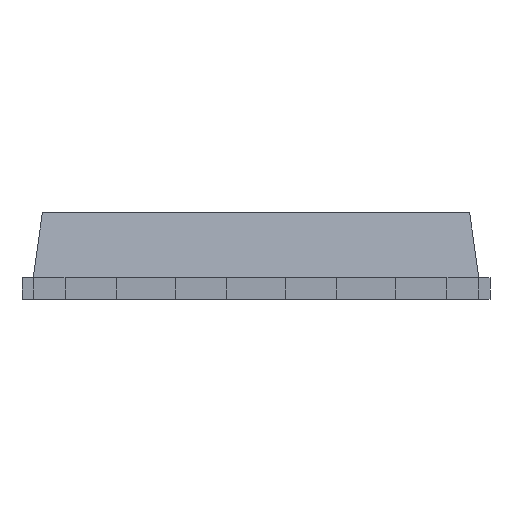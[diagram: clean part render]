
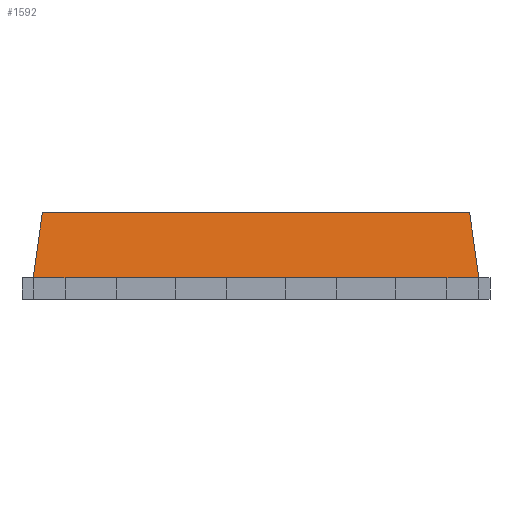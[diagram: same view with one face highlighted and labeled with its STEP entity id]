
A CAD part, front view. The second image highlights one B-rep face of the part: STEP entity #1592.
In plain terms, the highlighted planar face has unit normal (0, -0.99, 0.139).
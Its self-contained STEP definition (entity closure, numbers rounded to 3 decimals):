
#20 = VECTOR ( 'NONE', #1561, 1000. ) ;
#166 = DIRECTION ( 'NONE',  ( 0., 0.99, -0.139 ) ) ;
#309 = VECTOR ( 'NONE', #18103, 1000. ) ;
#402 = CARTESIAN_POINT ( 'NONE',  ( -2.125, -2.74, 0.25 ) ) ;
#573 = ORIENTED_EDGE ( 'NONE', *, *, #16154, .F. ) ;
#583 = LINE ( 'NONE', #402, #8842 ) ;
#1035 = VERTEX_POINT ( 'NONE', #11400 ) ;
#1219 = CARTESIAN_POINT ( 'NONE',  ( 2.47, -2.635, 1. ) ) ;
#1242 = EDGE_CURVE ( 'NONE', #8202, #1035, #14569, .T. ) ;
#1304 = CARTESIAN_POINT ( 'NONE',  ( -2.575, -2.74, 0.25 ) ) ;
#1309 = VECTOR ( 'NONE', #14796, 1000. ) ;
#1364 = DIRECTION ( 'NONE',  ( 0., 0.139, 0.99 ) ) ;
#1561 = DIRECTION ( 'NONE',  ( 1., 0., 0. ) ) ;
#1592 = ADVANCED_FACE ( 'NONE', ( #14992 ), #9602, .F. ) ;
#1637 = ORIENTED_EDGE ( 'NONE', *, *, #1743, .F. ) ;
#1743 = EDGE_CURVE ( 'NONE', #11957, #1035, #4935, .T. ) ;
#1849 = DIRECTION ( 'NONE',  ( 1., 0., 0. ) ) ;
#2012 = EDGE_CURVE ( 'NONE', #14778, #3048, #11855, .T. ) ;
#2099 = ORIENTED_EDGE ( 'NONE', *, *, #16325, .F. ) ;
#2377 = CARTESIAN_POINT ( 'NONE',  ( -1.685, -2.74, 0.25 ) ) ;
#2547 = CARTESIAN_POINT ( 'NONE',  ( -2.575, -2.74, 0.25 ) ) ;
#2610 = CARTESIAN_POINT ( 'NONE',  ( 0.855, -2.74, 0.25 ) ) ;
#2710 = DIRECTION ( 'NONE',  ( -1., 0., 0. ) ) ;
#2842 = VECTOR ( 'NONE', #6969, 1000. ) ;
#3048 = VERTEX_POINT ( 'NONE', #17280 ) ;
#3331 = DIRECTION ( 'NONE',  ( 1., 0., 0. ) ) ;
#3787 = LINE ( 'NONE', #13814, #2842 ) ;
#3992 = VERTEX_POINT ( 'NONE', #8072 ) ;
#4421 = DIRECTION ( 'NONE',  ( 1., 0., 0. ) ) ;
#4935 = LINE ( 'NONE', #9032, #1309 ) ;
#4982 = CARTESIAN_POINT ( 'NONE',  ( -2.575, -2.74, 0.25 ) ) ;
#5043 = CARTESIAN_POINT ( 'NONE',  ( -0.855, -2.74, 0.25 ) ) ;
#5126 = AXIS2_PLACEMENT_3D ( 'NONE', #2547, #166, #1364 ) ;
#5228 = EDGE_CURVE ( 'NONE', #16989, #3992, #12358, .T. ) ;
#5661 = CARTESIAN_POINT ( 'NONE',  ( -2.471, -2.636, 0.991 ) ) ;
#5894 = VERTEX_POINT ( 'NONE', #8595 ) ;
#5981 = DIRECTION ( 'NONE',  ( -1., 0., 0. ) ) ;
#5983 = EDGE_CURVE ( 'NONE', #15610, #5894, #8698, .T. ) ;
#6058 = DIRECTION ( 'NONE',  ( -1., 0., 0. ) ) ;
#6117 = CARTESIAN_POINT ( 'NONE',  ( -2.575, -2.74, 0.25 ) ) ;
#6167 = ORIENTED_EDGE ( 'NONE', *, *, #2012, .T. ) ;
#6249 = ORIENTED_EDGE ( 'NONE', *, *, #5228, .T. ) ;
#6602 = VECTOR ( 'NONE', #3331, 1000. ) ;
#6661 = VECTOR ( 'NONE', #14371, 1000. ) ;
#6969 = DIRECTION ( 'NONE',  ( 1., 0., 0. ) ) ;
#7127 = CARTESIAN_POINT ( 'NONE',  ( -2.575, -2.635, 1. ) ) ;
#7219 = VERTEX_POINT ( 'NONE', #2377 ) ;
#7423 = VECTOR ( 'NONE', #17548, 1000. ) ;
#7425 = CARTESIAN_POINT ( 'NONE',  ( 2.125, -2.74, 0.25 ) ) ;
#7870 = CARTESIAN_POINT ( 'NONE',  ( -2.575, -2.74, 0.25 ) ) ;
#8072 = CARTESIAN_POINT ( 'NONE',  ( 0.415, -2.74, 0.25 ) ) ;
#8202 = VERTEX_POINT ( 'NONE', #7425 ) ;
#8251 = ORIENTED_EDGE ( 'NONE', *, *, #5983, .F. ) ;
#8268 = ORIENTED_EDGE ( 'NONE', *, *, #1242, .T. ) ;
#8274 = VECTOR ( 'NONE', #4421, 1000. ) ;
#8595 = CARTESIAN_POINT ( 'NONE',  ( -2.47, -2.635, 1. ) ) ;
#8698 = LINE ( 'NONE', #5661, #6661 ) ;
#8842 = VECTOR ( 'NONE', #6058, 1000. ) ;
#8849 = EDGE_CURVE ( 'NONE', #15610, #17383, #3787, .T. ) ;
#9032 = CARTESIAN_POINT ( 'NONE',  ( 2.471, -2.636, 0.991 ) ) ;
#9131 = LINE ( 'NONE', #5043, #11963 ) ;
#9355 = EDGE_CURVE ( 'NONE', #14778, #3992, #16750, .T. ) ;
#9394 = ORIENTED_EDGE ( 'NONE', *, *, #18172, .T. ) ;
#9506 = ORIENTED_EDGE ( 'NONE', *, *, #9355, .F. ) ;
#9602 = PLANE ( 'NONE',  #5126 ) ;
#9685 = CARTESIAN_POINT ( 'NONE',  ( -2.575, -2.74, 0.25 ) ) ;
#9753 = VECTOR ( 'NONE', #1849, 1000. ) ;
#9904 = LINE ( 'NONE', #1304, #20 ) ;
#10447 = CARTESIAN_POINT ( 'NONE',  ( -2.125, -2.74, 0.25 ) ) ;
#10733 = LINE ( 'NONE', #12407, #309 ) ;
#11400 = CARTESIAN_POINT ( 'NONE',  ( 2.575, -2.74, 0.25 ) ) ;
#11470 = LINE ( 'NONE', #7127, #8274 ) ;
#11761 = EDGE_CURVE ( 'NONE', #7219, #17383, #583, .T. ) ;
#11855 = LINE ( 'NONE', #4982, #7423 ) ;
#11957 = VERTEX_POINT ( 'NONE', #1219 ) ;
#11963 = VECTOR ( 'NONE', #2710, 1000. ) ;
#12358 = LINE ( 'NONE', #6117, #6602 ) ;
#12407 = CARTESIAN_POINT ( 'NONE',  ( 2.125, -2.74, 0.25 ) ) ;
#13522 = VECTOR ( 'NONE', #5981, 1000. ) ;
#13814 = CARTESIAN_POINT ( 'NONE',  ( -2.575, -2.74, 0.25 ) ) ;
#14263 = EDGE_LOOP ( 'NONE', ( #2099, #8251, #14457, #16580, #9394, #14756, #6249, #9506, #6167, #573, #8268, #1637 ) ) ;
#14371 = DIRECTION ( 'NONE',  ( 0.138, 0.138, 0.981 ) ) ;
#14457 = ORIENTED_EDGE ( 'NONE', *, *, #8849, .T. ) ;
#14569 = LINE ( 'NONE', #7870, #9753 ) ;
#14647 = EDGE_CURVE ( 'NONE', #16989, #17887, #9131, .T. ) ;
#14756 = ORIENTED_EDGE ( 'NONE', *, *, #14647, .F. ) ;
#14778 = VERTEX_POINT ( 'NONE', #17026 ) ;
#14796 = DIRECTION ( 'NONE',  ( 0.138, -0.138, -0.981 ) ) ;
#14992 = FACE_OUTER_BOUND ( 'NONE', #14263, .T. ) ;
#15610 = VERTEX_POINT ( 'NONE', #9685 ) ;
#16154 = EDGE_CURVE ( 'NONE', #8202, #3048, #10733, .T. ) ;
#16325 = EDGE_CURVE ( 'NONE', #5894, #11957, #11470, .T. ) ;
#16524 = CARTESIAN_POINT ( 'NONE',  ( -0.855, -2.74, 0.25 ) ) ;
#16580 = ORIENTED_EDGE ( 'NONE', *, *, #11761, .F. ) ;
#16750 = LINE ( 'NONE', #2610, #13522 ) ;
#16941 = CARTESIAN_POINT ( 'NONE',  ( -0.415, -2.74, 0.25 ) ) ;
#16989 = VERTEX_POINT ( 'NONE', #16941 ) ;
#17026 = CARTESIAN_POINT ( 'NONE',  ( 0.855, -2.74, 0.25 ) ) ;
#17280 = CARTESIAN_POINT ( 'NONE',  ( 1.685, -2.74, 0.25 ) ) ;
#17383 = VERTEX_POINT ( 'NONE', #10447 ) ;
#17548 = DIRECTION ( 'NONE',  ( 1., 0., 0. ) ) ;
#17887 = VERTEX_POINT ( 'NONE', #16524 ) ;
#18103 = DIRECTION ( 'NONE',  ( -1., 0., 0. ) ) ;
#18172 = EDGE_CURVE ( 'NONE', #7219, #17887, #9904, .T. ) ;
